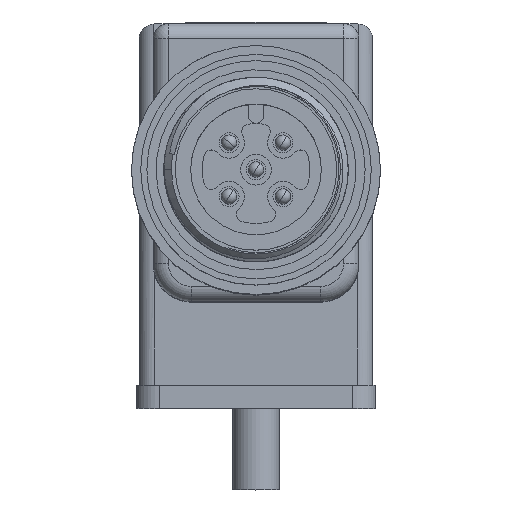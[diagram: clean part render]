
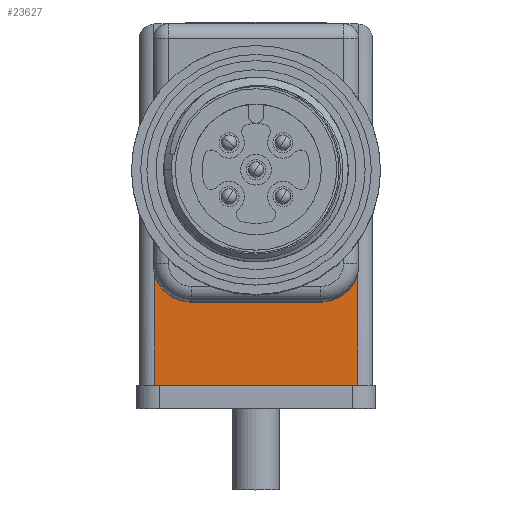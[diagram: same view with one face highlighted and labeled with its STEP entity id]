
A CAD part, top view. The second image highlights one B-rep face of the part: STEP entity #23627.
In plain terms, the highlighted planar face has unit normal (0, 0, 1).
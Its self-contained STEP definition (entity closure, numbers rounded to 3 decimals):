
#1108 = FACE_OUTER_BOUND ( 'NONE', #19055, .T. ) ;
#1402 = VERTEX_POINT ( 'NONE', #25128 ) ;
#1625 = CIRCLE ( 'NONE', #6453, 2.5 ) ;
#2338 = CARTESIAN_POINT ( 'NONE',  ( 0., -14.8, 7.6 ) ) ;
#2479 = VERTEX_POINT ( 'NONE', #11497 ) ;
#2711 = EDGE_CURVE ( 'NONE', #1402, #2479, #7859, .T. ) ;
#2858 = EDGE_CURVE ( 'NONE', #11954, #17910, #1625, .T. ) ;
#2993 = CARTESIAN_POINT ( 'NONE',  ( 6.6, -14.8, 7.6 ) ) ;
#3335 = DIRECTION ( 'NONE',  ( 1., 0., 0. ) ) ;
#5591 = CARTESIAN_POINT ( 'NONE',  ( 4.2, -6.9, 7.6 ) ) ;
#6453 = AXIS2_PLACEMENT_3D ( 'NONE', #11743, #27252, #3335 ) ;
#7067 = PLANE ( 'NONE',  #23210 ) ;
#7219 = ORIENTED_EDGE ( 'NONE', *, *, #2711, .T. ) ;
#7287 = CARTESIAN_POINT ( 'NONE',  ( -6.6, -7.6, 7.6 ) ) ;
#7403 = VERTEX_POINT ( 'NONE', #17110 ) ;
#7474 = LINE ( 'NONE', #23524, #11269 ) ;
#7520 = EDGE_CURVE ( 'NONE', #1402, #10933, #11001, .T. ) ;
#7599 = ORIENTED_EDGE ( 'NONE', *, *, #7520, .F. ) ;
#7838 = DIRECTION ( 'NONE',  ( 0., 0., -1. ) ) ;
#7859 = CIRCLE ( 'NONE', #16597, 2.5 ) ;
#9296 = VECTOR ( 'NONE', #22114, 1000. ) ;
#9586 = LINE ( 'NONE', #11108, #23415 ) ;
#10794 = ORIENTED_EDGE ( 'NONE', *, *, #2858, .T. ) ;
#10933 = VERTEX_POINT ( 'NONE', #2993 ) ;
#11001 = LINE ( 'NONE', #24342, #9296 ) ;
#11108 = CARTESIAN_POINT ( 'NONE',  ( -7.6, -9.4, 7.6 ) ) ;
#11269 = VECTOR ( 'NONE', #21182, 1000. ) ;
#11497 = CARTESIAN_POINT ( 'NONE',  ( 4.2, -9.4, 7.6 ) ) ;
#11505 = CARTESIAN_POINT ( 'NONE',  ( -7.6, 0., 7.6 ) ) ;
#11743 = CARTESIAN_POINT ( 'NONE',  ( -4.2, -6.9, 7.6 ) ) ;
#11783 = EDGE_CURVE ( 'NONE', #2479, #11954, #9586, .T. ) ;
#11954 = VERTEX_POINT ( 'NONE', #27446 ) ;
#13525 = DIRECTION ( 'NONE',  ( 1., 0., 0. ) ) ;
#15579 = DIRECTION ( 'NONE',  ( 0., 0., 1. ) ) ;
#16597 = AXIS2_PLACEMENT_3D ( 'NONE', #5591, #7838, #27657 ) ;
#16798 = ORIENTED_EDGE ( 'NONE', *, *, #20929, .F. ) ;
#17110 = CARTESIAN_POINT ( 'NONE',  ( -6.6, -14.8, 7.6 ) ) ;
#17583 = LINE ( 'NONE', #2338, #19279 ) ;
#17772 = DIRECTION ( 'NONE',  ( -1., 0., 0. ) ) ;
#17910 = VERTEX_POINT ( 'NONE', #7287 ) ;
#18369 = EDGE_CURVE ( 'NONE', #7403, #10933, #17583, .T. ) ;
#19055 = EDGE_LOOP ( 'NONE', ( #7219, #26231, #10794, #16798, #21600, #7599 ) ) ;
#19279 = VECTOR ( 'NONE', #13525, 1000. ) ;
#20929 = EDGE_CURVE ( 'NONE', #7403, #17910, #7474, .T. ) ;
#21182 = DIRECTION ( 'NONE',  ( 0., 1., 0. ) ) ;
#21600 = ORIENTED_EDGE ( 'NONE', *, *, #18369, .T. ) ;
#22114 = DIRECTION ( 'NONE',  ( 0., -1., 0. ) ) ;
#23210 = AXIS2_PLACEMENT_3D ( 'NONE', #11505, #15579, #26634 ) ;
#23415 = VECTOR ( 'NONE', #17772, 1000. ) ;
#23524 = CARTESIAN_POINT ( 'NONE',  ( -6.6, -0.934, 7.6 ) ) ;
#23627 = ADVANCED_FACE ( 'NONE', ( #1108 ), #7067, .T. ) ;
#24342 = CARTESIAN_POINT ( 'NONE',  ( 6.6, -0.934, 7.6 ) ) ;
#25128 = CARTESIAN_POINT ( 'NONE',  ( 6.6, -7.6, 7.6 ) ) ;
#26231 = ORIENTED_EDGE ( 'NONE', *, *, #11783, .T. ) ;
#26634 = DIRECTION ( 'NONE',  ( 1., 0., 0. ) ) ;
#27252 = DIRECTION ( 'NONE',  ( 0., 0., -1. ) ) ;
#27446 = CARTESIAN_POINT ( 'NONE',  ( -4.2, -9.4, 7.6 ) ) ;
#27657 = DIRECTION ( 'NONE',  ( 1., 0., 0. ) ) ;
